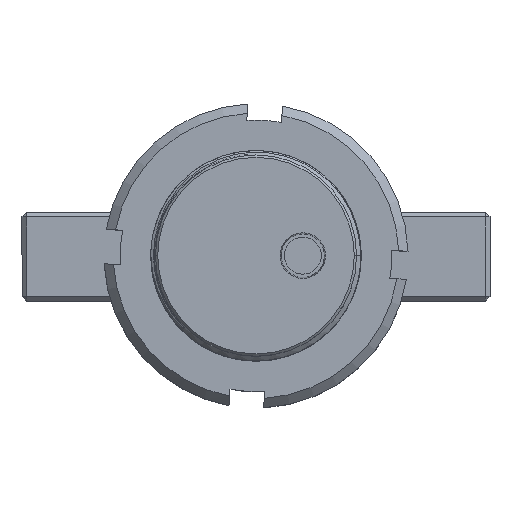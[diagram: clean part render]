
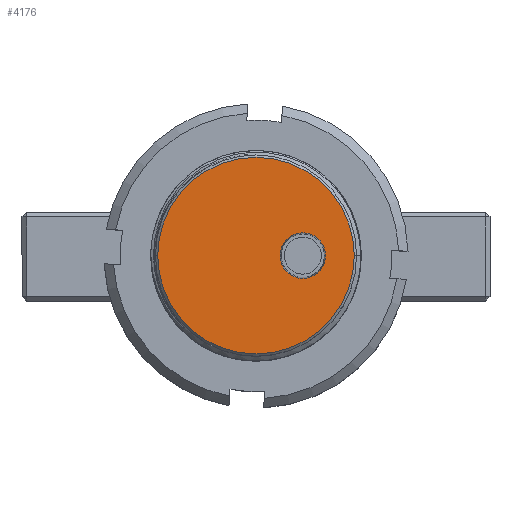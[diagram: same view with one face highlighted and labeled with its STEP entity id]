
A CAD part, top view. The second image highlights one B-rep face of the part: STEP entity #4176.
In plain terms, the highlighted planar face has unit normal (0, 0, 1).
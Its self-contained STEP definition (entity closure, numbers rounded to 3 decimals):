
#383 = VERTEX_POINT ( 'NONE', #10774 ) ;
#474 = ORIENTED_EDGE ( 'NONE', *, *, #4419, .F. ) ;
#553 = ORIENTED_EDGE ( 'NONE', *, *, #5378, .T. ) ;
#1040 = AXIS2_PLACEMENT_3D ( 'NONE', #8815, #2930, #9806 ) ;
#1659 = CIRCLE ( 'NONE', #9269, 4.864 ) ;
#2005 = AXIS2_PLACEMENT_3D ( 'NONE', #12490, #3724, #10773 ) ;
#2050 = VERTEX_POINT ( 'NONE', #3636 ) ;
#2262 = CARTESIAN_POINT ( 'NONE',  ( 0., 0., 18. ) ) ;
#2459 = EDGE_CURVE ( 'NONE', #7442, #383, #10848, .T. ) ;
#2930 = DIRECTION ( 'NONE',  ( 0., 0., 1. ) ) ;
#3269 = DIRECTION ( 'NONE',  ( 1., 0., 0. ) ) ;
#3500 = DIRECTION ( 'NONE',  ( 0., 0., 1. ) ) ;
#3547 = ORIENTED_EDGE ( 'NONE', *, *, #7377, .F. ) ;
#3636 = CARTESIAN_POINT ( 'NONE',  ( 5.136, 0., 18. ) ) ;
#3649 = CIRCLE ( 'NONE', #1040, 21. ) ;
#3724 = DIRECTION ( 'NONE',  ( 0., 0., 1. ) ) ;
#4176 = ADVANCED_FACE ( 'NONE', ( #7794, #10423 ), #10471, .T. ) ;
#4419 = EDGE_CURVE ( 'NONE', #2050, #10659, #1659, .T. ) ;
#5167 = DIRECTION ( 'NONE',  ( 0., 0., 1. ) ) ;
#5194 = CIRCLE ( 'NONE', #11055, 4.864 ) ;
#5378 = EDGE_CURVE ( 'NONE', #383, #7442, #3649, .T. ) ;
#6089 = EDGE_LOOP ( 'NONE', ( #3547, #474 ) ) ;
#7377 = EDGE_CURVE ( 'NONE', #10659, #2050, #5194, .T. ) ;
#7442 = VERTEX_POINT ( 'NONE', #12259 ) ;
#7794 = FACE_BOUND ( 'NONE', #6089, .T. ) ;
#8815 = CARTESIAN_POINT ( 'NONE',  ( 0., 0., 18. ) ) ;
#9148 = DIRECTION ( 'NONE',  ( 0., 0., 1. ) ) ;
#9243 = EDGE_LOOP ( 'NONE', ( #553, #10506 ) ) ;
#9269 = AXIS2_PLACEMENT_3D ( 'NONE', #11064, #5167, #12046 ) ;
#9383 = CARTESIAN_POINT ( 'NONE',  ( 10., 0., 18. ) ) ;
#9806 = DIRECTION ( 'NONE',  ( 1., 0., 0. ) ) ;
#10359 = DIRECTION ( 'NONE',  ( 1., 0., 0. ) ) ;
#10423 = FACE_OUTER_BOUND ( 'NONE', #9243, .T. ) ;
#10471 = PLANE ( 'NONE',  #2005 ) ;
#10506 = ORIENTED_EDGE ( 'NONE', *, *, #2459, .T. ) ;
#10659 = VERTEX_POINT ( 'NONE', #10936 ) ;
#10773 = DIRECTION ( 'NONE',  ( 1., 0., 0. ) ) ;
#10774 = CARTESIAN_POINT ( 'NONE',  ( -21., 0., 18. ) ) ;
#10848 = CIRCLE ( 'NONE', #12174, 21. ) ;
#10936 = CARTESIAN_POINT ( 'NONE',  ( 14.864, 0., 18. ) ) ;
#11055 = AXIS2_PLACEMENT_3D ( 'NONE', #9383, #3500, #10359 ) ;
#11064 = CARTESIAN_POINT ( 'NONE',  ( 10., 0., 18. ) ) ;
#12046 = DIRECTION ( 'NONE',  ( 1., 0., 0. ) ) ;
#12174 = AXIS2_PLACEMENT_3D ( 'NONE', #2262, #9148, #3269 ) ;
#12259 = CARTESIAN_POINT ( 'NONE',  ( 21., 0., 18. ) ) ;
#12490 = CARTESIAN_POINT ( 'NONE',  ( 0., 0., 18. ) ) ;
